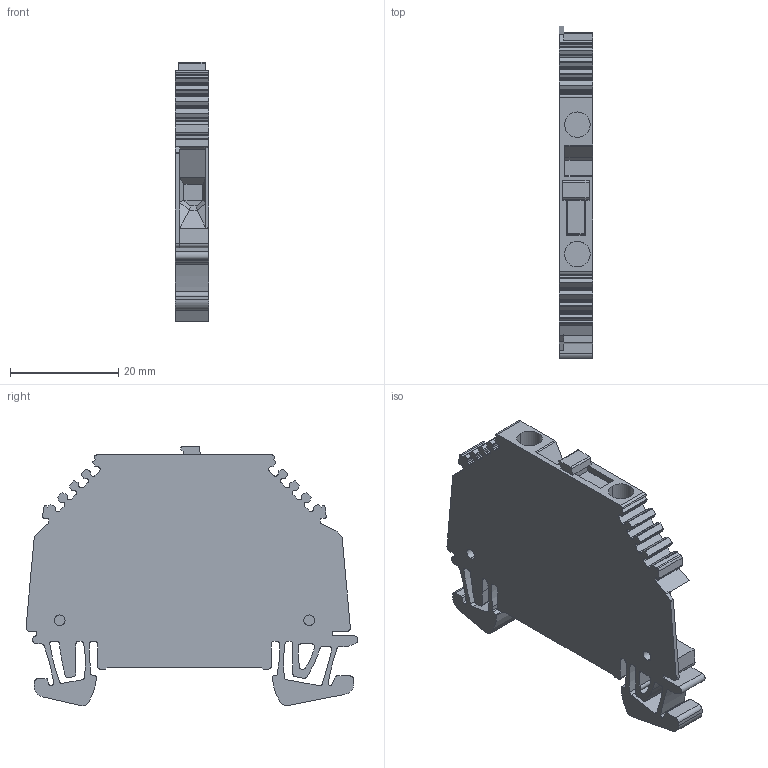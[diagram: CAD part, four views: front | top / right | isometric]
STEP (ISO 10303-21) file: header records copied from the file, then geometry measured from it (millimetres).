
FILE_DESCRIPTION(('CATIA V5R20 STEP214','CAx-IF Rec.Pracs.--- Model Styling and Organization---1.2---2011-12-15'),'2;1');
FILE_NAME ('5952308_3_7910310000_7910310000_S.stp','2016-04-26T14:12:00+00:00',('none'),('Weidmueller'),'CATIA Version 5-6 Release 2014 SP4','CATIA V5 STEP AP214','none');
FILE_SCHEMA(('AUTOMOTIVE_DESIGN { 1 0 10303 214 1 1 1 1 }'));
Length unit declared in the file: millimetre
Products named in the file (1): 7910310000_WTR_4_STB_SL_BL
Bounding box: 6.1 x 61.2 x 47.85 mm (x, y, z)
Volume: 10751.6 mm3; surface area: 7304.4 mm2
Topology: 2 solids, 2 shells, 443 faces, 1271 edges, 839 vertices
Faces by surface type: plane 244, cylinder 199
Entity records: 13951 total; most frequent: ORIENTED_EDGE 2542, CARTESIAN_POINT 2506, DIRECTION 2061, EDGE_CURVE 1271, VECTOR 873, LINE 873, VERTEX_POINT 839, AXIS2_PLACEMENT_3D 794
